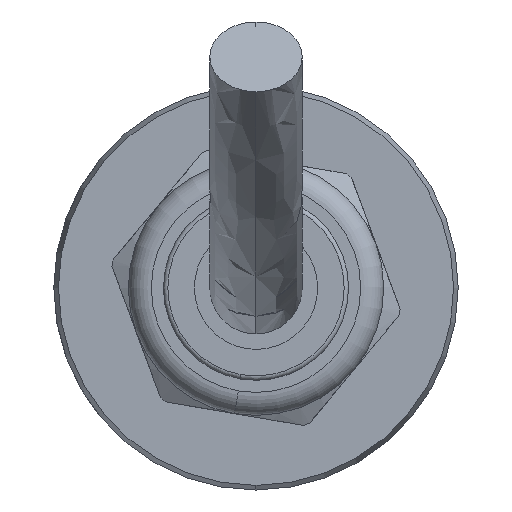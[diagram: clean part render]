
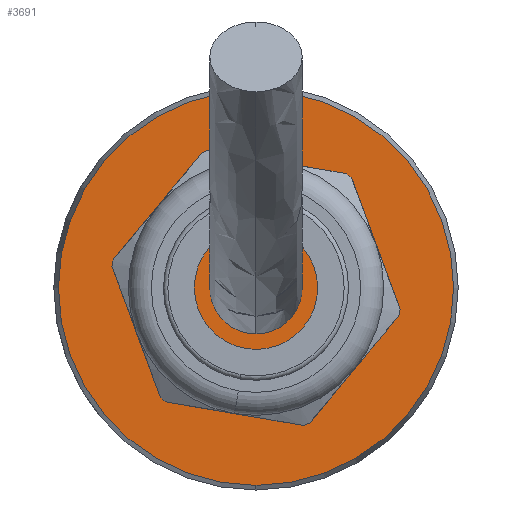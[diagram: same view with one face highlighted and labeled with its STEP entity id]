
A CAD part, left-side view. The second image highlights one B-rep face of the part: STEP entity #3691.
In plain terms, the highlighted planar face has unit normal (-1, 0, 0).
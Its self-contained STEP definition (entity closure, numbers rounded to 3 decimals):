
#716 = CIRCLE ( 'NONE', #800, 17.098 ) ;
#800 = AXIS2_PLACEMENT_3D ( 'NONE', #4315, #2127, #2533 ) ;
#1197 = DIRECTION ( 'NONE',  ( -1., 0., 0. ) ) ;
#1226 = EDGE_CURVE ( 'NONE', #3437, #3021, #716, .T. ) ;
#1330 = ORIENTED_EDGE ( 'NONE', *, *, #1226, .F. ) ;
#1541 = DIRECTION ( 'NONE',  ( 0., 0., 1. ) ) ;
#1641 = ORIENTED_EDGE ( 'NONE', *, *, #2090, .F. ) ;
#1642 = FACE_OUTER_BOUND ( 'NONE', #4011, .T. ) ;
#1878 = CARTESIAN_POINT ( 'NONE',  ( 0., 0., -17.098 ) ) ;
#1961 = DIRECTION ( 'NONE',  ( 1., 0., 0. ) ) ;
#2022 = DIRECTION ( 'NONE',  ( 0., 0., -1. ) ) ;
#2090 = EDGE_CURVE ( 'NONE', #3021, #3437, #2918, .T. ) ;
#2127 = DIRECTION ( 'NONE',  ( 1., 0., 0. ) ) ;
#2290 = PLANE ( 'NONE',  #3914 ) ;
#2440 = AXIS2_PLACEMENT_3D ( 'NONE', #4178, #1961, #2022 ) ;
#2533 = DIRECTION ( 'NONE',  ( 0., 0., -1. ) ) ;
#2918 = CIRCLE ( 'NONE', #2440, 17.098 ) ;
#3021 = VERTEX_POINT ( 'NONE', #1878 ) ;
#3175 = CARTESIAN_POINT ( 'NONE',  ( 0., 0., 17.098 ) ) ;
#3437 = VERTEX_POINT ( 'NONE', #3175 ) ;
#3665 = CARTESIAN_POINT ( 'NONE',  ( 0., 17.5, 0. ) ) ;
#3691 = ADVANCED_FACE ( 'NONE', ( #1642 ), #2290, .T. ) ;
#3914 = AXIS2_PLACEMENT_3D ( 'NONE', #3665, #1197, #1541 ) ;
#4011 = EDGE_LOOP ( 'NONE', ( #1641, #1330 ) ) ;
#4178 = CARTESIAN_POINT ( 'NONE',  ( 0., 0., 0. ) ) ;
#4315 = CARTESIAN_POINT ( 'NONE',  ( 0., 0., 0. ) ) ;
